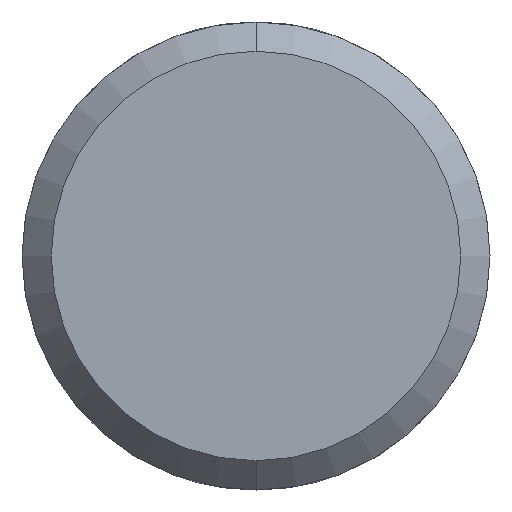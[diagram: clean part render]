
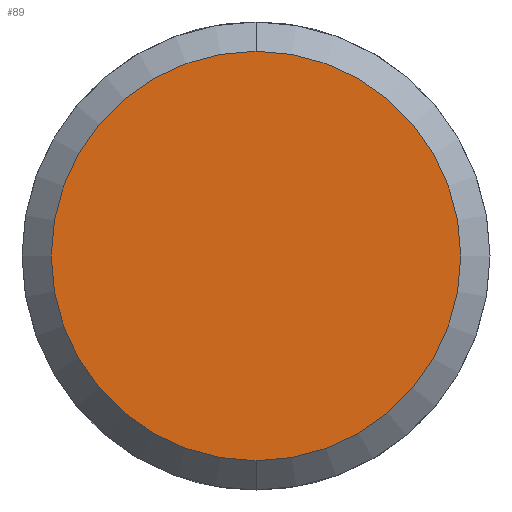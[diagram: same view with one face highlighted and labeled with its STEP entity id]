
A CAD part, front view. The second image highlights one B-rep face of the part: STEP entity #89.
In plain terms, the highlighted planar face has unit normal (0, -1, 0).
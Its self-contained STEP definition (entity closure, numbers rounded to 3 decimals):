
#33 = FACE_OUTER_BOUND ( 'NONE', #59, .T. ) ;
#37 = DIRECTION ( 'NONE',  ( 0., 0., 1. ) ) ;
#38 = DIRECTION ( 'NONE',  ( 0., -1., 0. ) ) ;
#39 = CARTESIAN_POINT ( 'NONE',  ( 0., 0., 0. ) ) ;
#40 = AXIS2_PLACEMENT_3D ( 'NONE', #39, #38, #37 ) ;
#41 = AXIS2_PLACEMENT_3D ( 'NONE', #161, #160, #159 ) ;
#44 = CARTESIAN_POINT ( 'NONE',  ( 0., 0., 3.5 ) ) ;
#46 = CARTESIAN_POINT ( 'NONE',  ( 0., 0., -3.5 ) ) ;
#59 = EDGE_LOOP ( 'NONE', ( #91, #90 ) ) ;
#65 = EDGE_CURVE ( 'NONE', #66, #67, #114, .T. ) ;
#66 = VERTEX_POINT ( 'NONE', #46 ) ;
#67 = VERTEX_POINT ( 'NONE', #44 ) ;
#89 = ADVANCED_FACE ( 'NONE', ( #33 ), #170, .F. ) ;
#90 = ORIENTED_EDGE ( 'NONE', *, *, #65, .T. ) ;
#91 = ORIENTED_EDGE ( 'NONE', *, *, #93, .T. ) ;
#93 = EDGE_CURVE ( 'NONE', #67, #66, #171, .T. ) ;
#114 = CIRCLE ( 'NONE', #40, 3.5 ) ;
#155 = DIRECTION ( 'NONE',  ( 0., 0., 1. ) ) ;
#156 = DIRECTION ( 'NONE',  ( 0., -1., 0. ) ) ;
#157 = CARTESIAN_POINT ( 'NONE',  ( 0., 0., 0. ) ) ;
#159 = DIRECTION ( 'NONE',  ( 0., 0., 1. ) ) ;
#160 = DIRECTION ( 'NONE',  ( 0., 1., 0. ) ) ;
#161 = CARTESIAN_POINT ( 'NONE',  ( 0., 0., 0. ) ) ;
#162 = AXIS2_PLACEMENT_3D ( 'NONE', #157, #156, #155 ) ;
#170 = PLANE ( 'NONE',  #41 ) ;
#171 = CIRCLE ( 'NONE', #162, 3.5 ) ;
